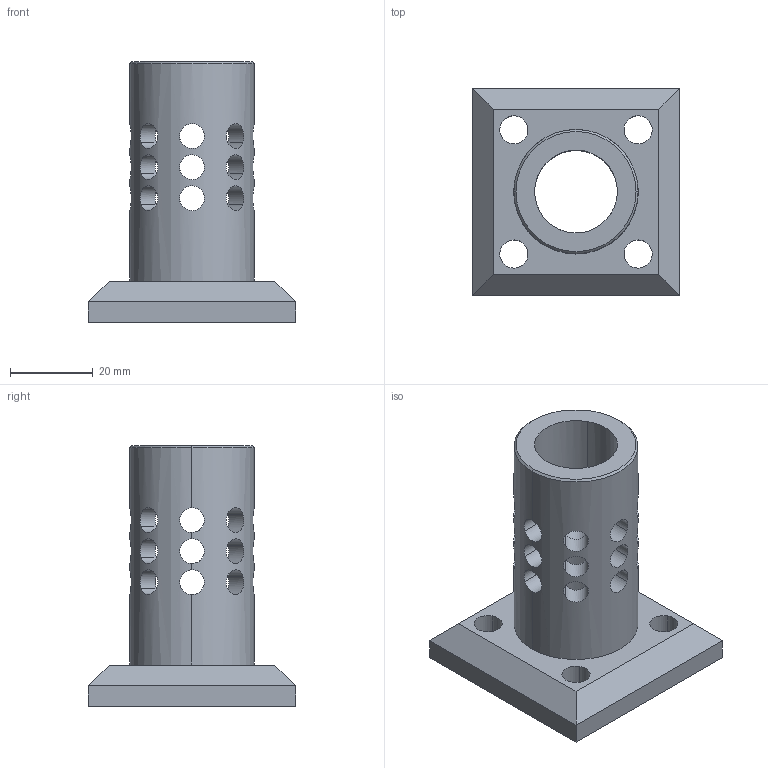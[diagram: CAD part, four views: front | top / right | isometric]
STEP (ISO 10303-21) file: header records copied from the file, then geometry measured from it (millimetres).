
FILE_DESCRIPTION(('CATIA V5 STEP Exchange'),'2;1');
FILE_NAME('AEGT289.stp','2017-07-06T00:44:24+00:00',('none'),('none'),'CATIA Version 5 Release 21 GA (IN-10)','CATIA V5 STEP AP203','none');
FILE_SCHEMA(('CONFIG_CONTROL_DESIGN'));
Length unit declared in the file: millimetre
Products named in the file (1): AEGT289
Bounding box: 50 x 50 x 63 mm (x, y, z)
Volume: 34969.9 mm3; surface area: 16473.1 mm2
Topology: 1 solids, 1 shells, 81 faces, 260 edges, 168 vertices
Faces by surface type: cylinder 64, plane 11, cone 6
Entity records: 3758 total; most frequent: CARTESIAN_POINT 1772, ORIENTED_EDGE 512, EDGE_CURVE 256, DIRECTION 202, VERTEX_POINT 168, EDGE_LOOP 130, B_SPLINE_CURVE_WITH_KNOTS 124, VECTOR 98
